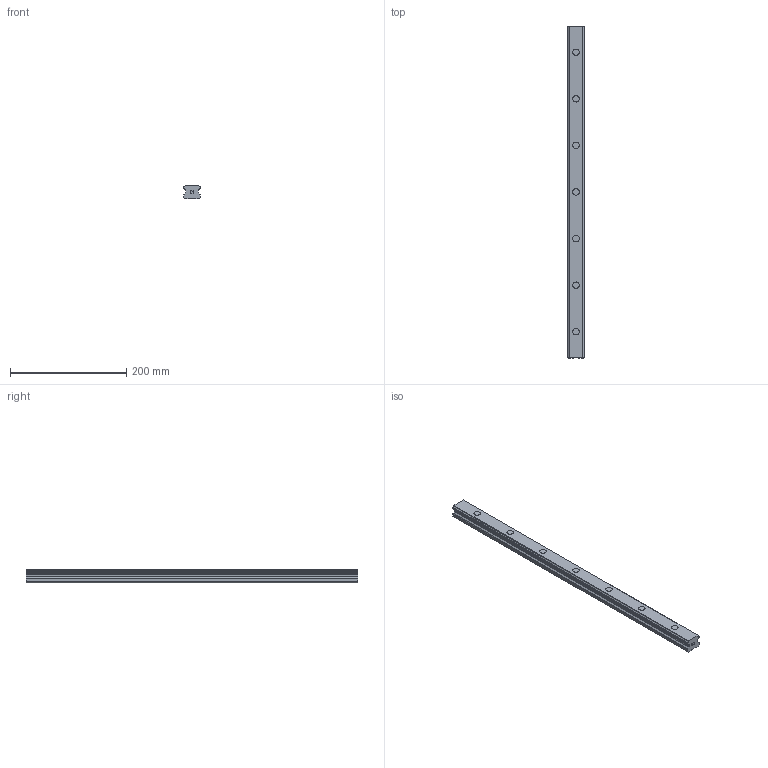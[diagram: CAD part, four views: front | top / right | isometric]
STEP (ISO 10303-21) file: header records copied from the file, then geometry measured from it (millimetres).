
FILE_DESCRIPTION(('STEP AP214'),'1');
FILE_NAME('cctmp_BD43CF51-89EA-416D-AFD0-61F555CC1528_2021_02_12_11_46_58_0634..stp','2021-02-12T10:46:58',('HIWIN GmbH'),('CADClick - www.CADClick.com'),'Spatial InterOp 3D',' ','unknown authorization');
FILE_SCHEMA(('AUTOMOTIVE_DESIGN'));
Length unit declared in the file: millimetre
Products named in the file (1): EGR30R570C_FILE
Bounding box: 28 x 570 x 23 mm (x, y, z)
Volume: 318833.3 mm3; surface area: 64839.5 mm2
Topology: 1 solids, 1 shells, 166 faces, 417 edges, 278 vertices
Faces by surface type: plane 106, cylinder 60
Entity records: 6333 total; most frequent: DIRECTION 871, CARTESIAN_POINT 862, ORIENTED_EDGE 834, EDGE_CURVE 417, LINE 297, VECTOR 297, AXIS2_PLACEMENT_3D 287, VERTEX_POINT 278
